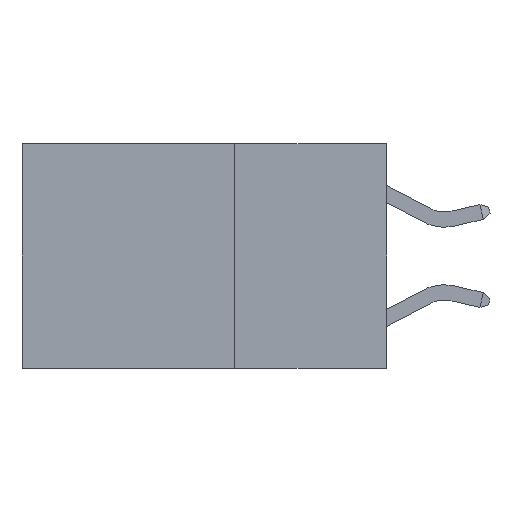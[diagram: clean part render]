
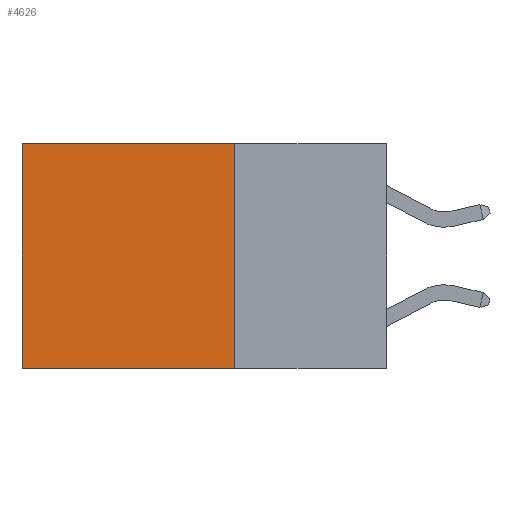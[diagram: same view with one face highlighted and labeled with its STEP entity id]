
A CAD part, left-side view. The second image highlights one B-rep face of the part: STEP entity #4626.
In plain terms, the highlighted planar face has unit normal (-1, 0, 0).
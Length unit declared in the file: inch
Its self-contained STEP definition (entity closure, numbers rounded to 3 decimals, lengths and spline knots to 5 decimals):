
#367 = EDGE_CURVE ( 'NONE', #5896, #5386, #2418, .T. ) ;
#382 = VECTOR ( 'NONE', #6064, 39.37008 ) ;
#791 = VERTEX_POINT ( 'NONE', #5955 ) ;
#949 = CARTESIAN_POINT ( 'NONE',  ( 0.2625, 0.6, 0. ) ) ;
#1155 = LINE ( 'NONE', #6563, #3678 ) ;
#1186 = CARTESIAN_POINT ( 'NONE',  ( 0.2625, 0.6, 0. ) ) ;
#1190 = VECTOR ( 'NONE', #1594, 39.37008 ) ;
#1594 = DIRECTION ( 'NONE',  ( 0., 1., 0. ) ) ;
#1629 = DIRECTION ( 'NONE',  ( 0., 1., 0. ) ) ;
#1638 = LINE ( 'NONE', #8668, #1190 ) ;
#2119 = DIRECTION ( 'NONE',  ( 0., 0., -1. ) ) ;
#2418 = LINE ( 'NONE', #8041, #5884 ) ;
#2446 = ORIENTED_EDGE ( 'NONE', *, *, #8501, .T. ) ;
#2761 = PLANE ( 'NONE',  #3640 ) ;
#2783 = ORIENTED_EDGE ( 'NONE', *, *, #2790, .T. ) ;
#2790 = EDGE_CURVE ( 'NONE', #5360, #791, #8517, .T. ) ;
#3349 = CARTESIAN_POINT ( 'NONE',  ( 0.2625, 0.25, 0. ) ) ;
#3475 = DIRECTION ( 'NONE',  ( 0., 0., -1. ) ) ;
#3640 = AXIS2_PLACEMENT_3D ( 'NONE', #3349, #7597, #3475 ) ;
#3678 = VECTOR ( 'NONE', #1629, 39.37008 ) ;
#4626 = ADVANCED_FACE ( 'NONE', ( #7514 ), #2761, .F. ) ;
#4722 = CARTESIAN_POINT ( 'NONE',  ( 0.2625, 0.25, -0.37 ) ) ;
#5278 = CARTESIAN_POINT ( 'NONE',  ( 0.2625, 0.25, 0. ) ) ;
#5360 = VERTEX_POINT ( 'NONE', #949 ) ;
#5386 = VERTEX_POINT ( 'NONE', #4722 ) ;
#5884 = VECTOR ( 'NONE', #2119, 39.37008 ) ;
#5896 = VERTEX_POINT ( 'NONE', #5278 ) ;
#5955 = CARTESIAN_POINT ( 'NONE',  ( 0.2625, 0.6, -0.37 ) ) ;
#6064 = DIRECTION ( 'NONE',  ( 0., 0., -1. ) ) ;
#6382 = EDGE_CURVE ( 'NONE', #5386, #791, #1155, .T. ) ;
#6563 = CARTESIAN_POINT ( 'NONE',  ( 0.2625, 0.25, -0.37 ) ) ;
#7514 = FACE_OUTER_BOUND ( 'NONE', #8222, .T. ) ;
#7597 = DIRECTION ( 'NONE',  ( 1., 0., 0. ) ) ;
#8041 = CARTESIAN_POINT ( 'NONE',  ( 0.2625, 0.25, 0. ) ) ;
#8108 = ORIENTED_EDGE ( 'NONE', *, *, #6382, .F. ) ;
#8222 = EDGE_LOOP ( 'NONE', ( #2783, #8108, #8781, #2446 ) ) ;
#8501 = EDGE_CURVE ( 'NONE', #5896, #5360, #1638, .T. ) ;
#8517 = LINE ( 'NONE', #1186, #382 ) ;
#8668 = CARTESIAN_POINT ( 'NONE',  ( 0.2625, 0.25, 0. ) ) ;
#8781 = ORIENTED_EDGE ( 'NONE', *, *, #367, .F. ) ;
